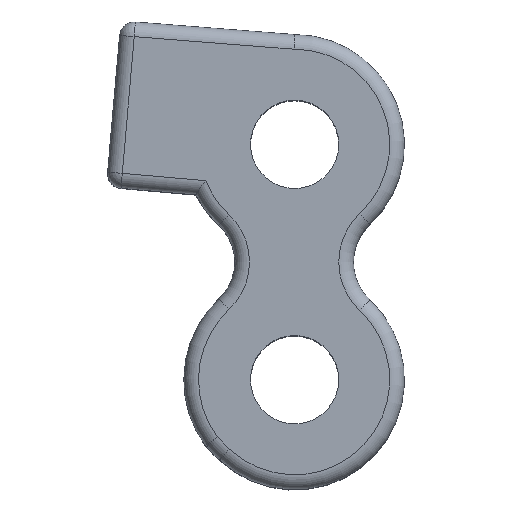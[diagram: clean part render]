
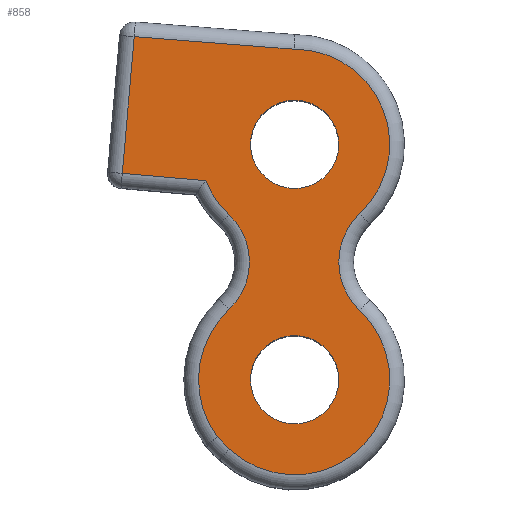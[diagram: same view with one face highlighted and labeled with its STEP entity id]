
A CAD part, top view. The second image highlights one B-rep face of the part: STEP entity #858.
In plain terms, the highlighted planar face has unit normal (0, 0, 1).
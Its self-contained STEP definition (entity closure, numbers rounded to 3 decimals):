
#17=FACE_BOUND('',#131,.T.);
#18=FACE_BOUND('',#132,.T.);
#24=PLANE('',#967);
#72=FACE_OUTER_BOUND('',#130,.T.);
#130=EDGE_LOOP('',(#627,#628,#629,#630,#631,#632,#633,#634,#635,#636));
#131=EDGE_LOOP('',(#637));
#132=EDGE_LOOP('',(#638));
#184=LINE('',#1511,#230);
#185=LINE('',#1521,#231);
#186=LINE('',#1522,#232);
#230=VECTOR('',#1172,10.);
#231=VECTOR('',#1181,10.);
#232=VECTOR('',#1182,10.);
#295=CIRCLE('',#952,13.068);
#298=CIRCLE('',#956,8.863);
#301=CIRCLE('',#960,13.068);
#306=CIRCLE('',#968,34.863);
#307=CIRCLE('',#969,12.932);
#308=CIRCLE('',#970,9.);
#309=CIRCLE('',#971,12.932);
#310=CIRCLE('',#972,6.);
#311=CIRCLE('',#973,6.);
#373=VERTEX_POINT('',#1467);
#374=VERTEX_POINT('',#1469);
#377=VERTEX_POINT('',#1489);
#379=VERTEX_POINT('',#1495);
#383=VERTEX_POINT('',#1510);
#384=VERTEX_POINT('',#1512);
#385=VERTEX_POINT('',#1514);
#386=VERTEX_POINT('',#1516);
#387=VERTEX_POINT('',#1518);
#388=VERTEX_POINT('',#1520);
#389=VERTEX_POINT('',#1523);
#390=VERTEX_POINT('',#1525);
#460=EDGE_CURVE('',#373,#374,#295,.T.);
#464=EDGE_CURVE('',#377,#373,#298,.T.);
#467=EDGE_CURVE('',#379,#377,#301,.T.);
#474=EDGE_CURVE('',#374,#383,#184,.T.);
#475=EDGE_CURVE('',#384,#379,#306,.T.);
#476=EDGE_CURVE('',#385,#384,#307,.T.);
#477=EDGE_CURVE('',#386,#385,#308,.T.);
#478=EDGE_CURVE('',#387,#386,#309,.T.);
#479=EDGE_CURVE('',#388,#387,#185,.T.);
#480=EDGE_CURVE('',#383,#388,#186,.T.);
#481=EDGE_CURVE('',#389,#389,#310,.T.);
#482=EDGE_CURVE('',#390,#390,#311,.T.);
#627=ORIENTED_EDGE('',*,*,#474,.F.);
#628=ORIENTED_EDGE('',*,*,#460,.F.);
#629=ORIENTED_EDGE('',*,*,#464,.F.);
#630=ORIENTED_EDGE('',*,*,#467,.F.);
#631=ORIENTED_EDGE('',*,*,#475,.F.);
#632=ORIENTED_EDGE('',*,*,#476,.F.);
#633=ORIENTED_EDGE('',*,*,#477,.F.);
#634=ORIENTED_EDGE('',*,*,#478,.F.);
#635=ORIENTED_EDGE('',*,*,#479,.F.);
#636=ORIENTED_EDGE('',*,*,#480,.F.);
#637=ORIENTED_EDGE('',*,*,#481,.T.);
#638=ORIENTED_EDGE('',*,*,#482,.T.);
#858=ADVANCED_FACE('',(#72,#17,#18),#24,.T.);
#952=AXIS2_PLACEMENT_3D('',#1470,#1138,#1139);
#956=AXIS2_PLACEMENT_3D('',#1491,#1146,#1147);
#960=AXIS2_PLACEMENT_3D('',#1497,#1154,#1155);
#967=AXIS2_PLACEMENT_3D('',#1509,#1170,#1171);
#968=AXIS2_PLACEMENT_3D('',#1513,#1173,#1174);
#969=AXIS2_PLACEMENT_3D('',#1515,#1175,#1176);
#970=AXIS2_PLACEMENT_3D('',#1517,#1177,#1178);
#971=AXIS2_PLACEMENT_3D('',#1519,#1179,#1180);
#972=AXIS2_PLACEMENT_3D('',#1524,#1183,#1184);
#973=AXIS2_PLACEMENT_3D('',#1526,#1185,#1186);
#1138=DIRECTION('center_axis',(0.,0.,-1.));
#1139=DIRECTION('ref_axis',(-0.843,-0.539,0.));
#1146=DIRECTION('center_axis',(0.,0.,1.));
#1147=DIRECTION('ref_axis',(1.,0.,0.));
#1154=DIRECTION('center_axis',(0.,0.,-1.));
#1155=DIRECTION('ref_axis',(-0.94,0.341,0.));
#1170=DIRECTION('center_axis',(0.,0.,1.));
#1171=DIRECTION('ref_axis',(1.,0.,0.));
#1172=DIRECTION('',(-0.996,0.087,0.));
#1173=DIRECTION('center_axis',(0.,0.,-1.));
#1174=DIRECTION('ref_axis',(-0.709,-0.705,0.));
#1175=DIRECTION('center_axis',(0.,0.,-1.));
#1176=DIRECTION('ref_axis',(0.73,-0.684,0.));
#1177=DIRECTION('center_axis',(0.,0.,1.));
#1178=DIRECTION('ref_axis',(-1.,0.,0.));
#1179=DIRECTION('center_axis',(0.,0.,-1.));
#1180=DIRECTION('ref_axis',(0.824,0.566,0.));
#1181=DIRECTION('',(0.997,-0.079,0.));
#1182=DIRECTION('',(0.087,0.996,0.));
#1183=DIRECTION('center_axis',(0.,0.,-1.));
#1184=DIRECTION('ref_axis',(1.,0.,0.));
#1185=DIRECTION('center_axis',(0.,0.,-1.));
#1186=DIRECTION('ref_axis',(1.,0.,0.));
#1467=CARTESIAN_POINT('',(-8.938,22.466,50.));
#1469=CARTESIAN_POINT('',(-12.101,27.066,50.));
#1470=CARTESIAN_POINT('Origin',(0.,32.,50.));
#1489=CARTESIAN_POINT('',(-8.938,9.534,50.));
#1491=CARTESIAN_POINT('Origin',(-15.,16.,50.));
#1495=CARTESIAN_POINT('',(-10.521,-7.751,50.));
#1497=CARTESIAN_POINT('Origin',(0.,0.,
50.));
#1509=CARTESIAN_POINT('Origin',(-0.068,16.,50.));
#1510=CARTESIAN_POINT('',(-23.433,28.058,50.));
#1511=CARTESIAN_POINT('',(-6.229,26.553,50.));
#1512=CARTESIAN_POINT('',(-8.845,-9.434,50.));
#1513=CARTESIAN_POINT('Origin',(15.,16.,50.));
#1514=CARTESIAN_POINT('',(8.845,9.434,50.));
#1515=CARTESIAN_POINT('Origin',(0.,0.,
50.));
#1516=CARTESIAN_POINT('',(8.845,22.566,50.));
#1517=CARTESIAN_POINT('Origin',(15.,16.,50.));
#1518=CARTESIAN_POINT('',(-0.076,44.931,50.));
#1519=CARTESIAN_POINT('Origin',(0.,32.,50.));
#1520=CARTESIAN_POINT('',(-21.807,46.643,50.));
#1521=CARTESIAN_POINT('',(-10.794,45.776,50.));
#1522=CARTESIAN_POINT('',(-23.955,22.093,50.));
#1523=CARTESIAN_POINT('',(-6.,32.,50.));
#1524=CARTESIAN_POINT('Origin',(0.,32.,50.));
#1525=CARTESIAN_POINT('',(-6.,0.,50.));
#1526=CARTESIAN_POINT('Origin',(0.,0.,50.));
